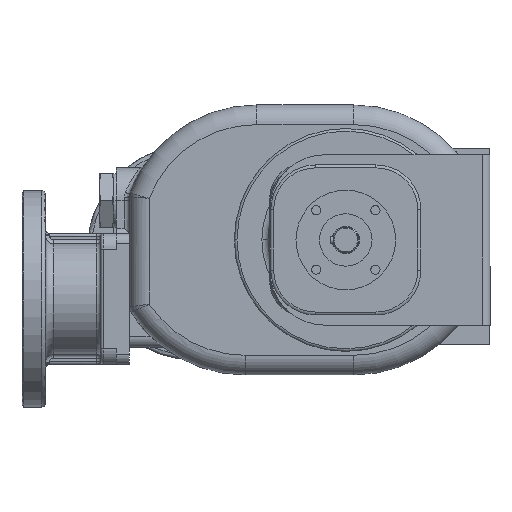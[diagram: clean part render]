
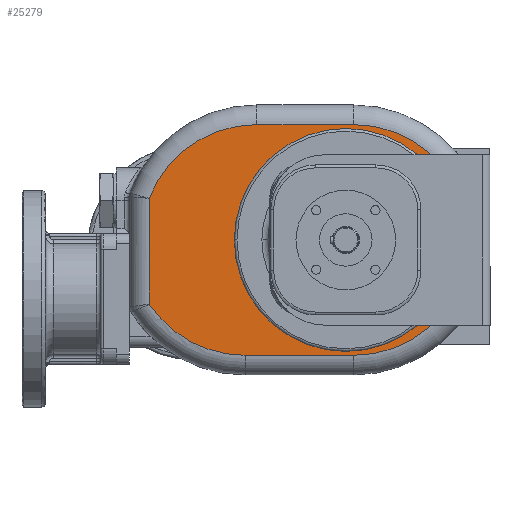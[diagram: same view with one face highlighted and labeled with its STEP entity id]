
A CAD part, left-side view. The second image highlights one B-rep face of the part: STEP entity #25279.
In plain terms, the highlighted planar face has unit normal (-1, 0, 0).
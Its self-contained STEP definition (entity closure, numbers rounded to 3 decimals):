
#5371=DIRECTION('',(0.,0.,-1.));
#5372=VECTOR('',#5371,80.64);
#5373=CARTESIAN_POINT('',(-85.,260.,31.72));
#5374=LINE('',#5373,#5372);
#5375=CARTESIAN_POINT('',(-85.,177.916,0.));
#5376=DIRECTION('',(-1.,0.,0.));
#5377=DIRECTION('',(0.,0.,1.));
#5378=AXIS2_PLACEMENT_3D('',#5375,#5376,#5377);
#5380=DIRECTION('',(0.,1.,0.));
#5381=VECTOR('',#5380,73.916);
#5382=CARTESIAN_POINT('',(-85.,104.,88.));
#5383=LINE('',#5382,#5381);
#5384=CARTESIAN_POINT('',(-85.,104.,0.));
#5385=DIRECTION('',(-1.,0.,0.));
#5386=DIRECTION('',(0.,0.,-1.));
#5387=AXIS2_PLACEMENT_3D('',#5384,#5385,#5386);
#5389=DIRECTION('',(0.,-1.,0.));
#5390=VECTOR('',#5389,82.85);
#5391=CARTESIAN_POINT('',(-85.,186.85,-88.));
#5392=LINE('',#5391,#5390);
#5393=CARTESIAN_POINT('',(-85.,186.85,0.));
#5394=DIRECTION('',(-1.,0.,0.));
#5395=DIRECTION('',(0.,0.831,-0.556));
#5396=AXIS2_PLACEMENT_3D('',#5393,#5394,#5395);
#5398=CARTESIAN_POINT('',(-85.,110.,0.));
#5399=DIRECTION('',(-1.,0.,0.));
#5400=DIRECTION('',(0.,1.,0.));
#5401=AXIS2_PLACEMENT_3D('',#5398,#5399,#5400);
#5403=CARTESIAN_POINT('',(-85.,110.,0.));
#5404=DIRECTION('',(-1.,0.,0.));
#5405=DIRECTION('',(0.,-1.,0.));
#5406=AXIS2_PLACEMENT_3D('',#5403,#5404,#5405);
#15853=CARTESIAN_POINT('',(-85.,260.,31.72));
#15854=CARTESIAN_POINT('',(-85.,260.,-48.919));
#15855=VERTEX_POINT('',#15853);
#15856=VERTEX_POINT('',#15854);
#15857=CARTESIAN_POINT('',(-85.,186.85,-88.));
#15858=VERTEX_POINT('',#15857);
#15863=CARTESIAN_POINT('',(-85.,104.,-88.));
#15864=VERTEX_POINT('',#15863);
#15867=CARTESIAN_POINT('',(-85.,104.,88.));
#15868=VERTEX_POINT('',#15867);
#15871=CARTESIAN_POINT('',(-85.,177.916,88.));
#15872=VERTEX_POINT('',#15871);
#16214=CARTESIAN_POINT('',(-85.,194.958,0.));
#16215=CARTESIAN_POINT('',(-85.,25.042,0.));
#16216=VERTEX_POINT('',#16214);
#16217=VERTEX_POINT('',#16215);
#25255=CARTESIAN_POINT('',(-85.,110.,0.));
#25256=DIRECTION('',(1.,0.,0.));
#25257=DIRECTION('',(0.,0.,1.));
#25258=AXIS2_PLACEMENT_3D('',#25255,#25256,#25257);
#25259=PLANE('',#25258);
#25261=ORIENTED_EDGE('',*,*,#25260,.F.);
#25263=ORIENTED_EDGE('',*,*,#25262,.F.);
#25265=ORIENTED_EDGE('',*,*,#25264,.F.);
#25267=ORIENTED_EDGE('',*,*,#25266,.F.);
#25269=ORIENTED_EDGE('',*,*,#25268,.F.);
#25271=ORIENTED_EDGE('',*,*,#25270,.F.);
#25272=EDGE_LOOP('',(#25261,#25263,#25265,#25267,#25269,#25271));
#25273=FACE_OUTER_BOUND('',#25272,.F.);
#25274=ORIENTED_EDGE('',*,*,#25245,.T.);
#25276=ORIENTED_EDGE('',*,*,#25275,.T.);
#25277=EDGE_LOOP('',(#25274,#25276));
#25278=FACE_BOUND('',#25277,.F.);
#25279=ADVANCED_FACE('',(#25273,#25278),#25259,.F.);
#5379=CIRCLE('',#5378,88.);
#5388=CIRCLE('',#5387,88.);
#5397=CIRCLE('',#5396,88.);
#5402=CIRCLE('',#5401,84.958);
#5407=CIRCLE('',#5406,84.958);
#25245=EDGE_CURVE('',#16216,#16217,#5402,.T.);
#25260=EDGE_CURVE('',#15855,#15856,#5374,.T.);
#25262=EDGE_CURVE('',#15872,#15855,#5379,.T.);
#25264=EDGE_CURVE('',#15868,#15872,#5383,.T.);
#25266=EDGE_CURVE('',#15864,#15868,#5388,.T.);
#25268=EDGE_CURVE('',#15858,#15864,#5392,.T.);
#25270=EDGE_CURVE('',#15856,#15858,#5397,.T.);
#25275=EDGE_CURVE('',#16217,#16216,#5407,.T.);
